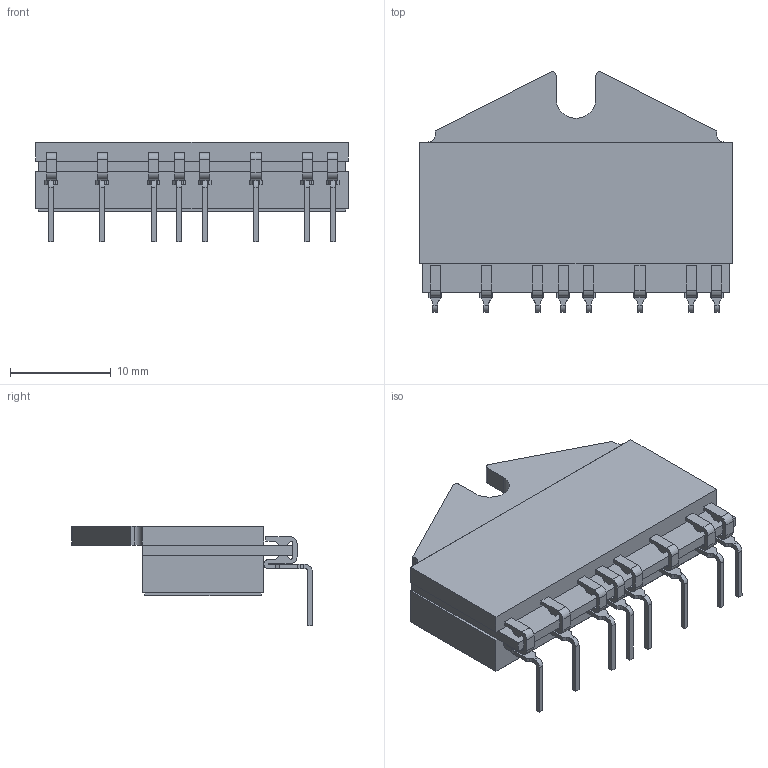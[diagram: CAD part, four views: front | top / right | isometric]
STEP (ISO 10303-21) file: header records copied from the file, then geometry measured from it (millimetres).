
FILE_DESCRIPTION((''),'2;1');
FILE_NAME('APEX_PA94_hflip.stp','2008-12-08T15:08:05',(''),(''),'Mechanical Desktop 2009','Mechanical Desktop 2009',', , ');
FILE_SCHEMA(('AUTOMOTIVE_DESIGN { 1 2 10303 214 1 1 1 1 }'));
Length unit declared in the file: millimetre
Products named in the file (1): Product
Bounding box: 30.99 x 23.86 x 9.84 mm (x, y, z)
Volume: 2904.1 mm3; surface area: 3753 mm2
Topology: 12 solids, 12 shells, 424 faces, 1179 edges, 786 vertices
Faces by surface type: plane 333, cylinder 85, bspline 6
Entity records: 13494 total; most frequent: CARTESIAN_POINT 2408, ORIENTED_EDGE 2358, DIRECTION 2187, EDGE_CURVE 1179, VECTOR 1009, LINE 1009, VERTEX_POINT 786, AXIS2_PLACEMENT_3D 589
